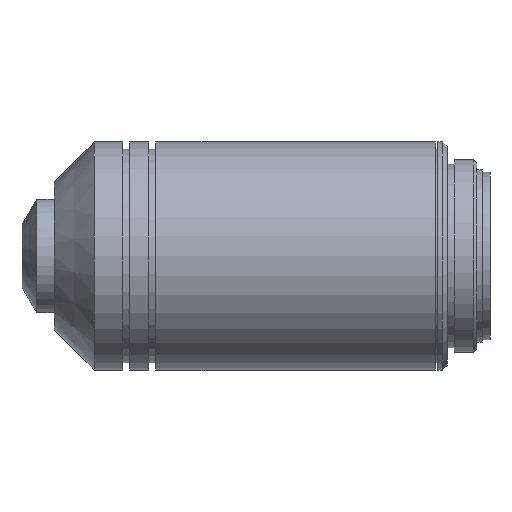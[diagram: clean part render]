
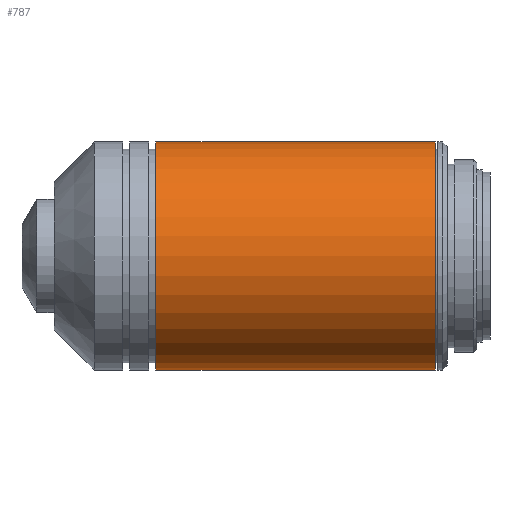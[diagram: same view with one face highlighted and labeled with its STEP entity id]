
A CAD part, top view. The second image highlights one B-rep face of the part: STEP entity #787.
In plain terms, the highlighted cylindrical face has radius 12 mm (diameter 24 mm), a partial arc.
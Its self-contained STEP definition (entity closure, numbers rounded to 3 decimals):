
#71 = VECTOR ( 'NONE', #1199, 1000. ) ;
#117 = LINE ( 'NONE', #141, #71 ) ;
#141 = CARTESIAN_POINT ( 'NONE',  ( 29.855, -12., 0. ) ) ;
#152 = CARTESIAN_POINT ( 'NONE',  ( 29.855, 12., 0. ) ) ;
#166 = LINE ( 'NONE', #152, #205 ) ;
#205 = VECTOR ( 'NONE', #1010, 1000. ) ;
#228 = CARTESIAN_POINT ( 'NONE',  ( -35.148, 12., 0. ) ) ;
#237 = DIRECTION ( 'NONE',  ( 0., 1., 0. ) ) ;
#256 = DIRECTION ( 'NONE',  ( 1., 0., 0. ) ) ;
#264 = AXIS2_PLACEMENT_3D ( 'NONE', #265, #544, #822 ) ;
#265 = CARTESIAN_POINT ( 'NONE',  ( -5.75, 0., 0. ) ) ;
#272 = CARTESIAN_POINT ( 'NONE',  ( -5.75, -12., 0. ) ) ;
#291 = ORIENTED_EDGE ( 'NONE', *, *, #1191, .F. ) ;
#323 = ORIENTED_EDGE ( 'NONE', *, *, #924, .F. ) ;
#350 = CARTESIAN_POINT ( 'NONE',  ( -35.148, -12., 0. ) ) ;
#396 = ORIENTED_EDGE ( 'NONE', *, *, #790, .T. ) ;
#433 = FACE_OUTER_BOUND ( 'NONE', #633, .T. ) ;
#523 = CARTESIAN_POINT ( 'NONE',  ( -35.148, 0., 0. ) ) ;
#544 = DIRECTION ( 'NONE',  ( 1., 0., 0. ) ) ;
#582 = VERTEX_POINT ( 'NONE', #350 ) ;
#626 = AXIS2_PLACEMENT_3D ( 'NONE', #523, #256, #237 ) ;
#632 = CARTESIAN_POINT ( 'NONE',  ( 29.855, 0., 0. ) ) ;
#633 = EDGE_LOOP ( 'NONE', ( #673, #396, #323, #291 ) ) ;
#673 = ORIENTED_EDGE ( 'NONE', *, *, #770, .T. ) ;
#726 = CARTESIAN_POINT ( 'NONE',  ( -5.75, 12., 0. ) ) ;
#770 = EDGE_CURVE ( 'NONE', #1178, #582, #811, .T. ) ;
#787 = ADVANCED_FACE ( 'NONE', ( #433 ), #1185, .T. ) ;
#790 = EDGE_CURVE ( 'NONE', #582, #1000, #117, .T. ) ;
#811 = CIRCLE ( 'NONE', #626, 12. ) ;
#822 = DIRECTION ( 'NONE',  ( 0., 1., 0. ) ) ;
#880 = VERTEX_POINT ( 'NONE', #726 ) ;
#888 = CIRCLE ( 'NONE', #264, 12. ) ;
#924 = EDGE_CURVE ( 'NONE', #880, #1000, #888, .T. ) ;
#1000 = VERTEX_POINT ( 'NONE', #272 ) ;
#1010 = DIRECTION ( 'NONE',  ( 1., 0., 0. ) ) ;
#1019 = DIRECTION ( 'NONE',  ( 1., 0., 0. ) ) ;
#1105 = DIRECTION ( 'NONE',  ( 0., 1., 0. ) ) ;
#1178 = VERTEX_POINT ( 'NONE', #228 ) ;
#1185 = CYLINDRICAL_SURFACE ( 'NONE', #1218, 12. ) ;
#1191 = EDGE_CURVE ( 'NONE', #1178, #880, #166, .T. ) ;
#1199 = DIRECTION ( 'NONE',  ( 1., 0., 0. ) ) ;
#1218 = AXIS2_PLACEMENT_3D ( 'NONE', #632, #1019, #1105 ) ;
